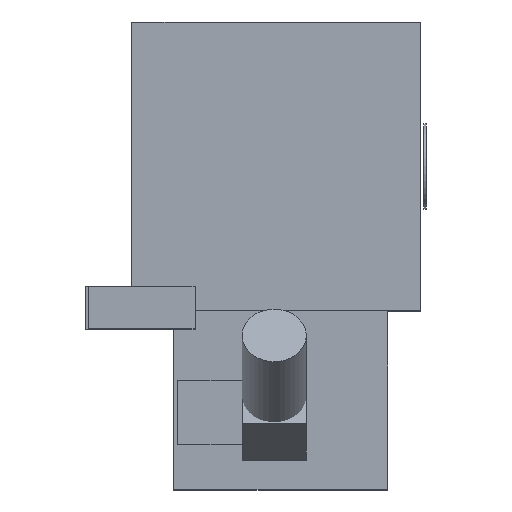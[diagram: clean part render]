
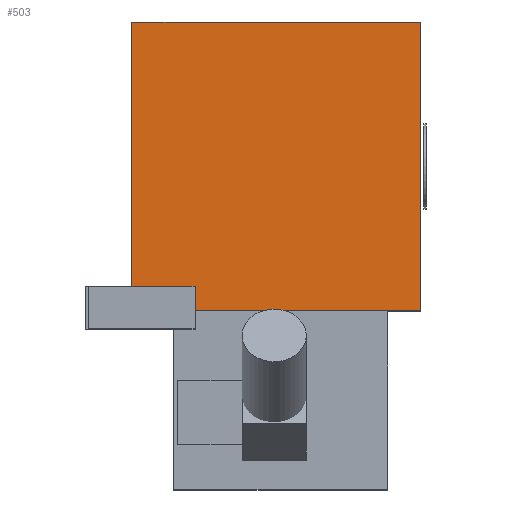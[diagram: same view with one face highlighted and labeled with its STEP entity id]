
A CAD part, top view. The second image highlights one B-rep face of the part: STEP entity #503.
In plain terms, the highlighted planar face has unit normal (0, 0, 1).
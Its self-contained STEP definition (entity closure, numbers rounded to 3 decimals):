
#194 = VERTEX_POINT('',#195);
#195 = CARTESIAN_POINT('',(-67.5,-67.5,135.));
#204 = PLANE('',#205);
#205 = AXIS2_PLACEMENT_3D('',#206,#207,#208);
#206 = CARTESIAN_POINT('',(-67.5,-67.5,135.));
#207 = DIRECTION('',(1.,-0.,-0.));
#208 = DIRECTION('',(0.,0.,1.));
#216 = PLANE('',#217);
#217 = AXIS2_PLACEMENT_3D('',#218,#219,#220);
#218 = CARTESIAN_POINT('',(-67.5,-67.5,135.));
#219 = DIRECTION('',(-0.,1.,-0.));
#220 = DIRECTION('',(-0.,-0.,1.));
#228 = EDGE_CURVE('',#194,#229,#231,.T.);
#229 = VERTEX_POINT('',#230);
#230 = CARTESIAN_POINT('',(-67.5,67.5,135.));
#231 = SURFACE_CURVE('',#232,(#236,#243),.PCURVE_S1.);
#232 = LINE('',#233,#234);
#233 = CARTESIAN_POINT('',(-67.5,-67.5,135.));
#234 = VECTOR('',#235,1.);
#235 = DIRECTION('',(-0.,1.,-0.));
#236 = PCURVE('',#204,#237);
#237 = DEFINITIONAL_REPRESENTATION('',(#238),#242);
#238 = LINE('',#239,#240);
#239 = CARTESIAN_POINT('',(0.,-0.));
#240 = VECTOR('',#241,1.);
#241 = DIRECTION('',(-0.,-1.));
#242 = ( GEOMETRIC_REPRESENTATION_CONTEXT(2) 
PARAMETRIC_REPRESENTATION_CONTEXT() REPRESENTATION_CONTEXT('2D SPACE',''
  ) );
#243 = PCURVE('',#244,#249);
#244 = PLANE('',#245);
#245 = AXIS2_PLACEMENT_3D('',#246,#247,#248);
#246 = CARTESIAN_POINT('',(-67.5,-67.5,135.));
#247 = DIRECTION('',(-0.,-0.,-1.));
#248 = DIRECTION('',(-1.,0.,-0.));
#249 = DEFINITIONAL_REPRESENTATION('',(#250),#254);
#250 = LINE('',#251,#252);
#251 = CARTESIAN_POINT('',(-0.,0.));
#252 = VECTOR('',#253,1.);
#253 = DIRECTION('',(-0.,1.));
#254 = ( GEOMETRIC_REPRESENTATION_CONTEXT(2) 
PARAMETRIC_REPRESENTATION_CONTEXT() REPRESENTATION_CONTEXT('2D SPACE',''
  ) );
#272 = PLANE('',#273);
#273 = AXIS2_PLACEMENT_3D('',#274,#275,#276);
#274 = CARTESIAN_POINT('',(-67.5,67.5,135.));
#275 = DIRECTION('',(-0.,1.,-0.));
#276 = DIRECTION('',(-0.,-0.,1.));
#314 = VERTEX_POINT('',#315);
#315 = CARTESIAN_POINT('',(67.5,-67.5,135.));
#324 = PLANE('',#325);
#325 = AXIS2_PLACEMENT_3D('',#326,#327,#328);
#326 = CARTESIAN_POINT('',(67.5,-67.5,135.));
#327 = DIRECTION('',(1.,-0.,-0.));
#328 = DIRECTION('',(0.,0.,1.));
#343 = EDGE_CURVE('',#314,#344,#346,.T.);
#344 = VERTEX_POINT('',#345);
#345 = CARTESIAN_POINT('',(67.5,67.5,135.));
#346 = SURFACE_CURVE('',#347,(#351,#358),.PCURVE_S1.);
#347 = LINE('',#348,#349);
#348 = CARTESIAN_POINT('',(67.5,-67.5,135.));
#349 = VECTOR('',#350,1.);
#350 = DIRECTION('',(-0.,1.,-0.));
#351 = PCURVE('',#324,#352);
#352 = DEFINITIONAL_REPRESENTATION('',(#353),#357);
#353 = LINE('',#354,#355);
#354 = CARTESIAN_POINT('',(0.,-0.));
#355 = VECTOR('',#356,1.);
#356 = DIRECTION('',(-0.,-1.));
#357 = ( GEOMETRIC_REPRESENTATION_CONTEXT(2) 
PARAMETRIC_REPRESENTATION_CONTEXT() REPRESENTATION_CONTEXT('2D SPACE',''
  ) );
#358 = PCURVE('',#244,#359);
#359 = DEFINITIONAL_REPRESENTATION('',(#360),#364);
#360 = LINE('',#361,#362);
#361 = CARTESIAN_POINT('',(-135.,0.));
#362 = VECTOR('',#363,1.);
#363 = DIRECTION('',(-0.,1.));
#364 = ( GEOMETRIC_REPRESENTATION_CONTEXT(2) 
PARAMETRIC_REPRESENTATION_CONTEXT() REPRESENTATION_CONTEXT('2D SPACE',''
  ) );
#413 = EDGE_CURVE('',#194,#314,#414,.T.);
#414 = SURFACE_CURVE('',#415,(#419,#426),.PCURVE_S1.);
#415 = LINE('',#416,#417);
#416 = CARTESIAN_POINT('',(-67.5,-67.5,135.));
#417 = VECTOR('',#418,1.);
#418 = DIRECTION('',(1.,-0.,-0.));
#419 = PCURVE('',#216,#420);
#420 = DEFINITIONAL_REPRESENTATION('',(#421),#425);
#421 = LINE('',#422,#423);
#422 = CARTESIAN_POINT('',(-0.,0.));
#423 = VECTOR('',#424,1.);
#424 = DIRECTION('',(-0.,1.));
#425 = ( GEOMETRIC_REPRESENTATION_CONTEXT(2) 
PARAMETRIC_REPRESENTATION_CONTEXT() REPRESENTATION_CONTEXT('2D SPACE',''
  ) );
#426 = PCURVE('',#244,#427);
#427 = DEFINITIONAL_REPRESENTATION('',(#428),#432);
#428 = LINE('',#429,#430);
#429 = CARTESIAN_POINT('',(-0.,0.));
#430 = VECTOR('',#431,1.);
#431 = DIRECTION('',(-1.,0.));
#432 = ( GEOMETRIC_REPRESENTATION_CONTEXT(2) 
PARAMETRIC_REPRESENTATION_CONTEXT() REPRESENTATION_CONTEXT('2D SPACE',''
  ) );
#460 = EDGE_CURVE('',#229,#344,#461,.T.);
#461 = SURFACE_CURVE('',#462,(#466,#473),.PCURVE_S1.);
#462 = LINE('',#463,#464);
#463 = CARTESIAN_POINT('',(-67.5,67.5,135.));
#464 = VECTOR('',#465,1.);
#465 = DIRECTION('',(1.,-0.,-0.));
#466 = PCURVE('',#272,#467);
#467 = DEFINITIONAL_REPRESENTATION('',(#468),#472);
#468 = LINE('',#469,#470);
#469 = CARTESIAN_POINT('',(-0.,0.));
#470 = VECTOR('',#471,1.);
#471 = DIRECTION('',(-0.,1.));
#472 = ( GEOMETRIC_REPRESENTATION_CONTEXT(2) 
PARAMETRIC_REPRESENTATION_CONTEXT() REPRESENTATION_CONTEXT('2D SPACE',''
  ) );
#473 = PCURVE('',#244,#474);
#474 = DEFINITIONAL_REPRESENTATION('',(#475),#479);
#475 = LINE('',#476,#477);
#476 = CARTESIAN_POINT('',(-0.,135.));
#477 = VECTOR('',#478,1.);
#478 = DIRECTION('',(-1.,0.));
#479 = ( GEOMETRIC_REPRESENTATION_CONTEXT(2) 
PARAMETRIC_REPRESENTATION_CONTEXT() REPRESENTATION_CONTEXT('2D SPACE',''
  ) );
#503 = ADVANCED_FACE('',(#504),#244,.F.);
#504 = FACE_BOUND('',#505,.T.);
#505 = EDGE_LOOP('',(#506,#507,#508,#509));
#506 = ORIENTED_EDGE('',*,*,#228,.F.);
#507 = ORIENTED_EDGE('',*,*,#413,.T.);
#508 = ORIENTED_EDGE('',*,*,#343,.T.);
#509 = ORIENTED_EDGE('',*,*,#460,.F.);
